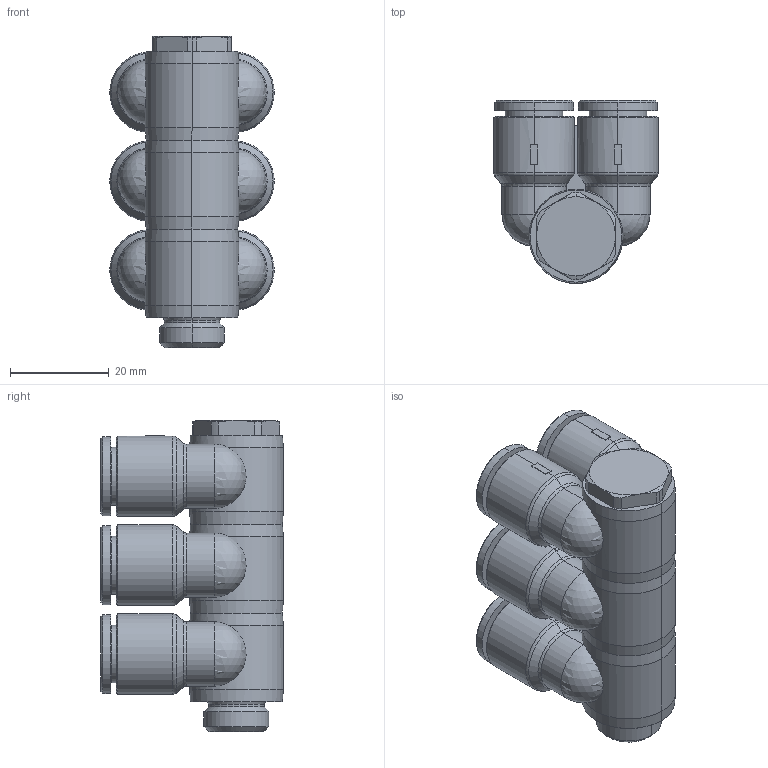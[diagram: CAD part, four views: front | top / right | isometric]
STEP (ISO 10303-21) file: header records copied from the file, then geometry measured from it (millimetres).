
FILE_DESCRIPTION((''),'2;1');
FILE_NAME('GPA_10G02(3)(3D).stp','2012-12-20T11:20:46',(''),(''),'Mechanical Desktop.R8.0.24.0','Mechanical Desktop.R8.0.24.0',', , ');
FILE_SCHEMA(('CONFIG_CONTROL_DESIGN'));
Length unit declared in the file: millimetre
Products named in the file (2): GPA_10G02(3)(3D); 睡ヶ1
Assembly tree (1 placements, depth 2):
  GPA_10G02(3)(3D)
    睡ヶ1
Bounding box: 33.3 x 37 x 63 mm (x, y, z)
Volume: 28950.4 mm3; surface area: 22563.9 mm2
Topology: 1 solids, 1 shells, 2631 faces, 7485 edges, 4919 vertices
Faces by surface type: plane 2331, cone 110, cylinder 106, bspline 48, sphere 18, torus 18
Entity records: 85210 total; most frequent: CARTESIAN_POINT 16907, ORIENTED_EDGE 14918, DIRECTION 12885, EDGE_CURVE 7459, VECTOR 6903, LINE 6903, VERTEX_POINT 4919, AXIS2_PLACEMENT_3D 2991
